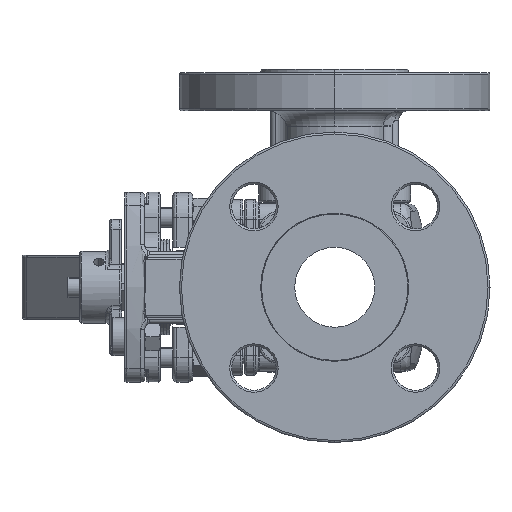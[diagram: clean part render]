
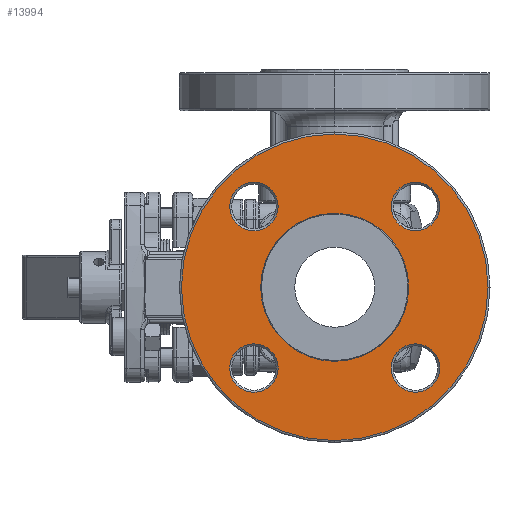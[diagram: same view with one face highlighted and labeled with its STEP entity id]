
A CAD part, left-side view. The second image highlights one B-rep face of the part: STEP entity #13994.
In plain terms, the highlighted planar face has unit normal (-1, 0, 0).
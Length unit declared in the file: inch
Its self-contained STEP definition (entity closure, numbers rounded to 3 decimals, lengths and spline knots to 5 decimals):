
#444 = EDGE_LOOP ( 'NONE', ( #34100, #38717 ) ) ;
#1144 = EDGE_CURVE ( 'NONE', #66264, #55642, #43330, .T. ) ;
#2243 = AXIS2_PLACEMENT_3D ( 'NONE', #34888, #60010, #55561 ) ;
#3264 = EDGE_LOOP ( 'NONE', ( #56150, #38401 ) ) ;
#3414 = EDGE_CURVE ( 'NONE', #12499, #56312, #58741, .T. ) ;
#3541 = DIRECTION ( 'NONE',  ( -1., 0., 0. ) ) ;
#3639 = FACE_BOUND ( 'NONE', #5427, .T. ) ;
#3933 = AXIS2_PLACEMENT_3D ( 'NONE', #5644, #41432, #4627 ) ;
#3985 = FACE_BOUND ( 'NONE', #14649, .T. ) ;
#4144 = CIRCLE ( 'NONE', #62867, 0.47638 ) ;
#4472 = DIRECTION ( 'NONE',  ( -1., 0., 0. ) ) ;
#4538 = EDGE_CURVE ( 'NONE', #55060, #49041, #54062, .T. ) ;
#4585 = CARTESIAN_POINT ( 'NONE',  ( -4.20866, 1.59099, -1.59099 ) ) ;
#4627 = DIRECTION ( 'NONE',  ( 0., 0., 1. ) ) ;
#4660 = FACE_BOUND ( 'NONE', #37825, .T. ) ;
#4855 = CIRCLE ( 'NONE', #13609, 3.01969 ) ;
#5082 = CARTESIAN_POINT ( 'NONE',  ( -4.20866, -1.59099, -1.59099 ) ) ;
#5245 = CARTESIAN_POINT ( 'NONE',  ( -4.20866, 1.59099, 1.59099 ) ) ;
#5255 = DIRECTION ( 'NONE',  ( 1., 0., 0. ) ) ;
#5427 = EDGE_LOOP ( 'NONE', ( #31611, #30847 ) ) ;
#5644 = CARTESIAN_POINT ( 'NONE',  ( -4.20866, 0., 0. ) ) ;
#6137 = CIRCLE ( 'NONE', #3933, 1.45782 ) ;
#6264 = DIRECTION ( 'NONE',  ( 1., 0., 0. ) ) ;
#6873 = DIRECTION ( 'NONE',  ( 0., 0., 1. ) ) ;
#7882 = ORIENTED_EDGE ( 'NONE', *, *, #62529, .F. ) ;
#8916 = CARTESIAN_POINT ( 'NONE',  ( -4.20866, 1.59099, -2.06737 ) ) ;
#10715 = AXIS2_PLACEMENT_3D ( 'NONE', #5082, #25924, #67364 ) ;
#11523 = DIRECTION ( 'NONE',  ( 0., 0., 1. ) ) ;
#12499 = VERTEX_POINT ( 'NONE', #52069 ) ;
#12659 = VERTEX_POINT ( 'NONE', #40719 ) ;
#13468 = DIRECTION ( 'NONE',  ( 1., 0., 0. ) ) ;
#13609 = AXIS2_PLACEMENT_3D ( 'NONE', #50425, #4472, #65428 ) ;
#13994 = ADVANCED_FACE ( 'NONE', ( #45193, #24815, #4660, #3639, #50617, #3985 ), #35391, .T. ) ;
#14649 = EDGE_LOOP ( 'NONE', ( #52981, #7882 ) ) ;
#15630 = AXIS2_PLACEMENT_3D ( 'NONE', #56963, #51208, #56625 ) ;
#16202 = DIRECTION ( 'NONE',  ( 0., 0., 1. ) ) ;
#16527 = CARTESIAN_POINT ( 'NONE',  ( -4.20866, -1.59099, 2.06737 ) ) ;
#17133 = AXIS2_PLACEMENT_3D ( 'NONE', #5245, #6264, #16202 ) ;
#19978 = CIRCLE ( 'NONE', #15630, 0.47638 ) ;
#20216 = VERTEX_POINT ( 'NONE', #20662 ) ;
#20662 = CARTESIAN_POINT ( 'NONE',  ( -4.20866, -1.59099, -2.06737 ) ) ;
#23209 = CARTESIAN_POINT ( 'NONE',  ( -4.20866, 1.59099, 2.06737 ) ) ;
#24815 = FACE_BOUND ( 'NONE', #3264, .T. ) ;
#24882 = AXIS2_PLACEMENT_3D ( 'NONE', #29496, #3541, #59764 ) ;
#25124 = EDGE_CURVE ( 'NONE', #20216, #40401, #57396, .T. ) ;
#25213 = AXIS2_PLACEMENT_3D ( 'NONE', #35593, #13468, #44421 ) ;
#25514 = DIRECTION ( 'NONE',  ( 1., 0., 0. ) ) ;
#25924 = DIRECTION ( 'NONE',  ( 1., 0., 0. ) ) ;
#29496 = CARTESIAN_POINT ( 'NONE',  ( -4.20866, 0., 0. ) ) ;
#29532 = CIRCLE ( 'NONE', #2243, 0.47638 ) ;
#29541 = CARTESIAN_POINT ( 'NONE',  ( -4.20866, 1.59099, -1.59099 ) ) ;
#30635 = CARTESIAN_POINT ( 'NONE',  ( -4.20866, -1.59099, 1.59099 ) ) ;
#30847 = ORIENTED_EDGE ( 'NONE', *, *, #25124, .T. ) ;
#31086 = EDGE_CURVE ( 'NONE', #31491, #12659, #48529, .T. ) ;
#31491 = VERTEX_POINT ( 'NONE', #8916 ) ;
#31611 = ORIENTED_EDGE ( 'NONE', *, *, #55303, .T. ) ;
#33255 = CARTESIAN_POINT ( 'NONE',  ( -4.20866, 0., 3.01969 ) ) ;
#34100 = ORIENTED_EDGE ( 'NONE', *, *, #1144, .T. ) ;
#34888 = CARTESIAN_POINT ( 'NONE',  ( -4.20866, 1.59099, 1.59099 ) ) ;
#35046 = EDGE_CURVE ( 'NONE', #49041, #55060, #29532, .T. ) ;
#35391 = PLANE ( 'NONE',  #59339 ) ;
#35593 = CARTESIAN_POINT ( 'NONE',  ( -4.20866, -1.59099, -1.59099 ) ) ;
#36765 = DIRECTION ( 'NONE',  ( 0., 0., 1. ) ) ;
#37825 = EDGE_LOOP ( 'NONE', ( #47985, #52766 ) ) ;
#38401 = ORIENTED_EDGE ( 'NONE', *, *, #59409, .T. ) ;
#38717 = ORIENTED_EDGE ( 'NONE', *, *, #50948, .T. ) ;
#39738 = DIRECTION ( 'NONE',  ( 0., 0., 1. ) ) ;
#39869 = AXIS2_PLACEMENT_3D ( 'NONE', #4585, #5255, #66526 ) ;
#40401 = VERTEX_POINT ( 'NONE', #62975 ) ;
#40719 = CARTESIAN_POINT ( 'NONE',  ( -4.20866, 1.59099, -1.11461 ) ) ;
#41209 = VERTEX_POINT ( 'NONE', #47497 ) ;
#41432 = DIRECTION ( 'NONE',  ( -1., 0., 0. ) ) ;
#43149 = VERTEX_POINT ( 'NONE', #16527 ) ;
#43330 = CIRCLE ( 'NONE', #24882, 3.01969 ) ;
#43338 = DIRECTION ( 'NONE',  ( -1., 0., 0. ) ) ;
#44421 = DIRECTION ( 'NONE',  ( 0., 0., 1. ) ) ;
#44647 = CARTESIAN_POINT ( 'NONE',  ( -4.20866, 0., 0. ) ) ;
#45193 = FACE_BOUND ( 'NONE', #56537, .T. ) ;
#46845 = EDGE_CURVE ( 'NONE', #12659, #31491, #50265, .T. ) ;
#47205 = DIRECTION ( 'NONE',  ( -1., 0., 0. ) ) ;
#47497 = CARTESIAN_POINT ( 'NONE',  ( -4.20866, -1.59099, 1.11461 ) ) ;
#47899 = ORIENTED_EDGE ( 'NONE', *, *, #35046, .T. ) ;
#47985 = ORIENTED_EDGE ( 'NONE', *, *, #46845, .T. ) ;
#48217 = CARTESIAN_POINT ( 'NONE',  ( -4.20866, 0., 0. ) ) ;
#48408 = CARTESIAN_POINT ( 'NONE',  ( -4.20866, 0., -1.45782 ) ) ;
#48529 = CIRCLE ( 'NONE', #39869, 0.47638 ) ;
#49041 = VERTEX_POINT ( 'NONE', #49638 ) ;
#49638 = CARTESIAN_POINT ( 'NONE',  ( -4.20866, 1.59099, 1.11461 ) ) ;
#50265 = CIRCLE ( 'NONE', #65477, 0.47638 ) ;
#50425 = CARTESIAN_POINT ( 'NONE',  ( -4.20866, 0., 0. ) ) ;
#50617 = FACE_OUTER_BOUND ( 'NONE', #444, .T. ) ;
#50948 = EDGE_CURVE ( 'NONE', #55642, #66264, #4855, .T. ) ;
#51208 = DIRECTION ( 'NONE',  ( 1., 0., 0. ) ) ;
#52069 = CARTESIAN_POINT ( 'NONE',  ( -4.20866, 0., 1.45782 ) ) ;
#52392 = EDGE_CURVE ( 'NONE', #43149, #41209, #4144, .T. ) ;
#52766 = ORIENTED_EDGE ( 'NONE', *, *, #31086, .T. ) ;
#52981 = ORIENTED_EDGE ( 'NONE', *, *, #3414, .F. ) ;
#53222 = CARTESIAN_POINT ( 'NONE',  ( -4.20866, 0., -3.01969 ) ) ;
#54062 = CIRCLE ( 'NONE', #17133, 0.47638 ) ;
#54429 = AXIS2_PLACEMENT_3D ( 'NONE', #44647, #43338, #6873 ) ;
#55060 = VERTEX_POINT ( 'NONE', #23209 ) ;
#55303 = EDGE_CURVE ( 'NONE', #40401, #20216, #64327, .T. ) ;
#55561 = DIRECTION ( 'NONE',  ( 0., 0., 1. ) ) ;
#55642 = VERTEX_POINT ( 'NONE', #53222 ) ;
#56150 = ORIENTED_EDGE ( 'NONE', *, *, #52392, .T. ) ;
#56312 = VERTEX_POINT ( 'NONE', #48408 ) ;
#56537 = EDGE_LOOP ( 'NONE', ( #66251, #47899 ) ) ;
#56625 = DIRECTION ( 'NONE',  ( 0., 0., 1. ) ) ;
#56963 = CARTESIAN_POINT ( 'NONE',  ( -4.20866, -1.59099, 1.59099 ) ) ;
#57396 = CIRCLE ( 'NONE', #10715, 0.47638 ) ;
#58741 = CIRCLE ( 'NONE', #54429, 1.45782 ) ;
#59339 = AXIS2_PLACEMENT_3D ( 'NONE', #48217, #47205, #11523 ) ;
#59409 = EDGE_CURVE ( 'NONE', #41209, #43149, #19978, .T. ) ;
#59764 = DIRECTION ( 'NONE',  ( 0., 0., 1. ) ) ;
#60010 = DIRECTION ( 'NONE',  ( 1., 0., 0. ) ) ;
#62529 = EDGE_CURVE ( 'NONE', #56312, #12499, #6137, .T. ) ;
#62867 = AXIS2_PLACEMENT_3D ( 'NONE', #30635, #25514, #36765 ) ;
#62975 = CARTESIAN_POINT ( 'NONE',  ( -4.20866, -1.59099, -1.11461 ) ) ;
#64327 = CIRCLE ( 'NONE', #25213, 0.47638 ) ;
#64894 = DIRECTION ( 'NONE',  ( 1., 0., 0. ) ) ;
#65428 = DIRECTION ( 'NONE',  ( 0., 0., 1. ) ) ;
#65477 = AXIS2_PLACEMENT_3D ( 'NONE', #29541, #64894, #39738 ) ;
#66251 = ORIENTED_EDGE ( 'NONE', *, *, #4538, .T. ) ;
#66264 = VERTEX_POINT ( 'NONE', #33255 ) ;
#66526 = DIRECTION ( 'NONE',  ( 0., 0., 1. ) ) ;
#67364 = DIRECTION ( 'NONE',  ( 0., 0., 1. ) ) ;
